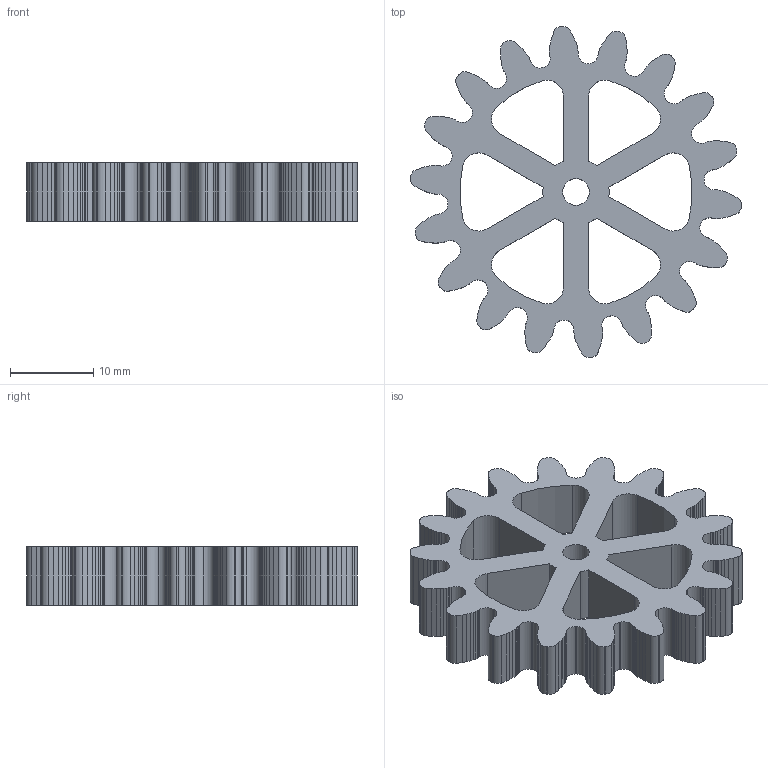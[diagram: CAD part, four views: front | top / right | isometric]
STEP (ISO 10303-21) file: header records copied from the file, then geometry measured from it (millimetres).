
FILE_DESCRIPTION(('STEP AP242'), '1');
FILE_NAME('itemShaftGear', '', ('UNSPECIFIED'), ('UNSPECIFIED'), 'C3D Converter', 'C3D Toolkit', '');
FILE_SCHEMA(('AP242_MANAGED_MODEL_BASED_3D_ENGINEERING_MIM_LF { 1 0 10303 442 1 1 4 }'));
Length unit declared in the file: millimetre
Bounding box: 39.86 x 39.86 x 7 mm (x, y, z)
Volume: 4355.8 mm3; surface area: 4109.1 mm2
Topology: 1 solids, 1 shells, 471 faces, 1407 edges, 938 vertices
Faces by surface type: plane 338, cylinder 133
Full cylindrical faces by diameter (mm): 3.2 x1
Entity records: 15825 total; most frequent: CARTESIAN_POINT 2816, ORIENTED_EDGE 2812, DIRECTION 2616, EDGE_CURVE 1406, LINE 1140, VECTOR 1140, VERTEX_POINT 938, AXIS2_PLACEMENT_3D 738
